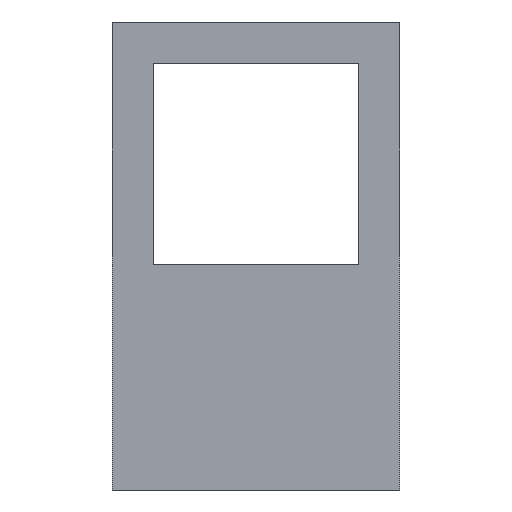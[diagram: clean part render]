
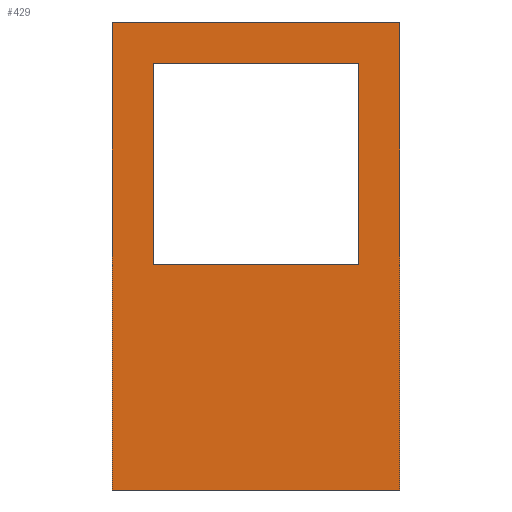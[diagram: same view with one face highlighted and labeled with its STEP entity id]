
A CAD part, front view. The second image highlights one B-rep face of the part: STEP entity #429.
In plain terms, the highlighted planar face has unit normal (0, -1, 0).
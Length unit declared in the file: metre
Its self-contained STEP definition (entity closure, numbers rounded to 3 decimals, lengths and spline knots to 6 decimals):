
#36=ORIENTED_EDGE('',*,*,#156,.T.);
#37=ORIENTED_EDGE('',*,*,#157,.F.);
#38=ORIENTED_EDGE('',*,*,#158,.F.);
#39=ORIENTED_EDGE('',*,*,#159,.T.);
#40=ORIENTED_EDGE('',*,*,#160,.F.);
#41=ORIENTED_EDGE('',*,*,#161,.T.);
#42=ORIENTED_EDGE('',*,*,#162,.T.);
#43=ORIENTED_EDGE('',*,*,#163,.F.);
#156=EDGE_CURVE('',#216,#217,#256,.T.);
#157=EDGE_CURVE('',#218,#217,#257,.T.);
#158=EDGE_CURVE('',#219,#218,#258,.T.);
#159=EDGE_CURVE('',#219,#216,#259,.T.);
#160=EDGE_CURVE('',#220,#221,#260,.T.);
#161=EDGE_CURVE('',#220,#222,#261,.T.);
#162=EDGE_CURVE('',#222,#223,#262,.T.);
#163=EDGE_CURVE('',#221,#223,#263,.T.);
#216=VERTEX_POINT('',#643);
#217=VERTEX_POINT('',#644);
#218=VERTEX_POINT('',#646);
#219=VERTEX_POINT('',#648);
#220=VERTEX_POINT('',#651);
#221=VERTEX_POINT('',#652);
#222=VERTEX_POINT('',#654);
#223=VERTEX_POINT('',#656);
#256=LINE('',#642,#316);
#257=LINE('',#645,#317);
#258=LINE('',#647,#318);
#259=LINE('',#649,#319);
#260=LINE('',#650,#320);
#261=LINE('',#653,#321);
#262=LINE('',#655,#322);
#263=LINE('',#657,#323);
#316=VECTOR('',#517,1.);
#317=VECTOR('',#518,1.);
#318=VECTOR('',#519,1.);
#319=VECTOR('',#520,1.);
#320=VECTOR('',#521,1.);
#321=VECTOR('',#522,1.);
#322=VECTOR('',#523,1.);
#323=VECTOR('',#524,1.);
#358=EDGE_LOOP('',(#36,#37,#38,#39));
#359=EDGE_LOOP('',(#40,#41,#42,#43));
#384=FACE_BOUND('',#358,.T.);
#385=FACE_BOUND('',#359,.T.);
#407=PLANE('',#464);
#429=ADVANCED_FACE('',(#384,#385),#407,.F.);
#464=AXIS2_PLACEMENT_3D('',#641,#515,#516);
#515=DIRECTION('',(0.,1.,0.));
#516=DIRECTION('',(0.,0.,1.));
#517=DIRECTION('',(1.,0.,0.));
#518=DIRECTION('',(0.,0.,-1.));
#519=DIRECTION('',(1.,0.,0.));
#520=DIRECTION('',(0.,0.,-1.));
#521=DIRECTION('',(0.,0.,1.));
#522=DIRECTION('',(-1.,0.,0.));
#523=DIRECTION('',(0.,0.,1.));
#524=DIRECTION('',(-1.,0.,0.));
#641=CARTESIAN_POINT('',(0.,-0.043893,0.0228));
#642=CARTESIAN_POINT('',(0.,-0.043893,0.));
#643=CARTESIAN_POINT('',(-0.007,-0.043893,0.));
#644=CARTESIAN_POINT('',(0.007,-0.043893,0.));
#645=CARTESIAN_POINT('',(0.007,-0.043893,0.0228));
#646=CARTESIAN_POINT('',(0.007,-0.043893,0.0228));
#647=CARTESIAN_POINT('',(0.,-0.043893,0.0228));
#648=CARTESIAN_POINT('',(-0.007,-0.043893,0.0228));
#649=CARTESIAN_POINT('',(-0.007,-0.043893,0.0228));
#650=CARTESIAN_POINT('',(0.005,-0.043893,0.0228));
#651=CARTESIAN_POINT('',(0.005,-0.043893,0.011));
#652=CARTESIAN_POINT('',(0.005,-0.043893,0.0208));
#653=CARTESIAN_POINT('',(0.,-0.043893,0.011));
#654=CARTESIAN_POINT('',(-0.005,-0.043893,0.011));
#655=CARTESIAN_POINT('',(-0.005,-0.043893,0.0228));
#656=CARTESIAN_POINT('',(-0.005,-0.043893,0.0208));
#657=CARTESIAN_POINT('',(0.,-0.043893,0.0208));
